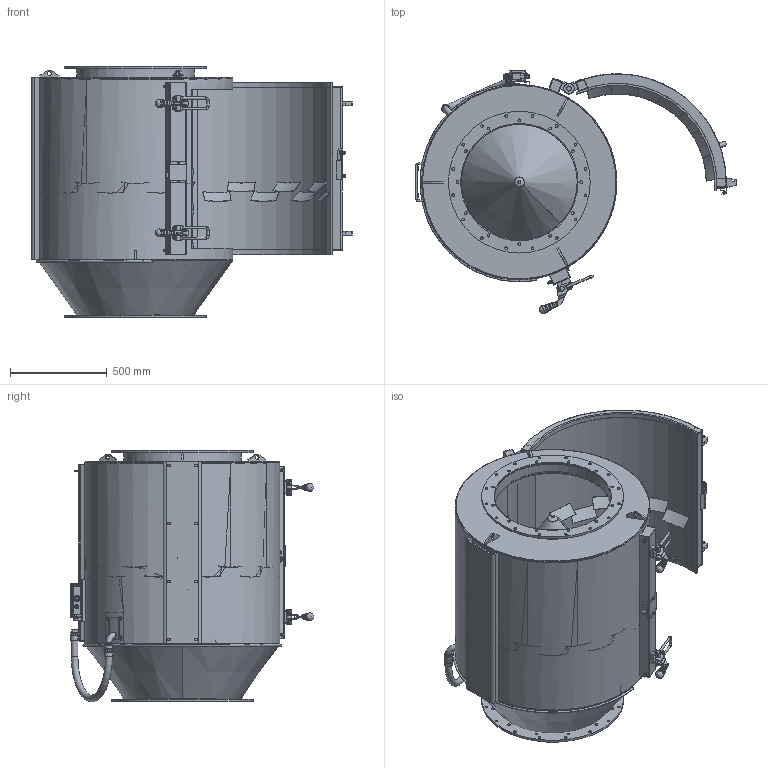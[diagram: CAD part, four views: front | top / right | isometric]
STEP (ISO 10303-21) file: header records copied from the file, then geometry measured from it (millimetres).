
FILE_DESCRIPTION(/* description */ (''),/* implementation_level */ '2;1');
FILE_NAME(/* name */ 'SPEB000067 - Customer.stp',/* time_stamp */ '2014-02-17T11:36:45+01:00',/* author */ ('bs'),/* organization */ (''),/* preprocessor_version */ 'ST-DEVELOPER v15.2',/* originating_system */ 'Autodesk Inventor 2014',/* authorisation */ '');
FILE_SCHEMA (('AUTOMOTIVE_DESIGN { 1 0 10303 214 3 1 1 }'));
Length unit declared in the file: millimetre
Products named in the file (1): SPEB000067 - Customer
Bounding box: 1659.91 x 1261.26 x 1302.38 mm (x, y, z)
Volume: 75680204.1 mm3; surface area: 17524348.1 mm2
Topology: 5 solids, 32 shells, 5836 faces, 15158 edges, 9783 vertices
Faces by surface type: plane 3327, bspline 1186, cylinder 791, cone 435, torus 81, sphere 16
Full cylindrical faces by diameter (mm): 2 x8, 2.459 x2, 3.242 x17, 3.3 x2, 3.5 x8, 4 x1, 4.134 x2, 5.459 x4, 6 x8, 7.4 x4, 8 x6, 8.4 x2, 10 x4, 10.106 x6, 11.053 x1, 11.5 x4, 12 x25, 13 x8, 13.5 x15, 13.835 x2, 14 x56, 14.5 x8, 15 x6, 16 x4, 16.5 x1, 17 x2, 17.2 x1, 18 x5, 19 x6, 20 x21
Entity records: 211909 total; most frequent: CARTESIAN_POINT 73713, ORIENTED_EDGE 28994, DIRECTION 23384, EDGE_CURVE 14466, VERTEX_POINT 9601, LINE 8784, VECTOR 8784, AXIS2_PLACEMENT_3D 7300
